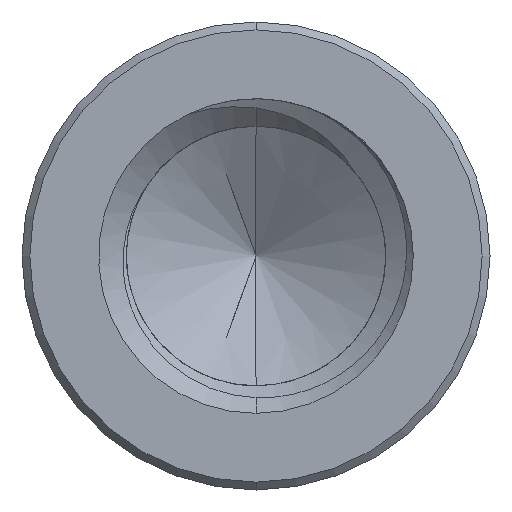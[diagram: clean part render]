
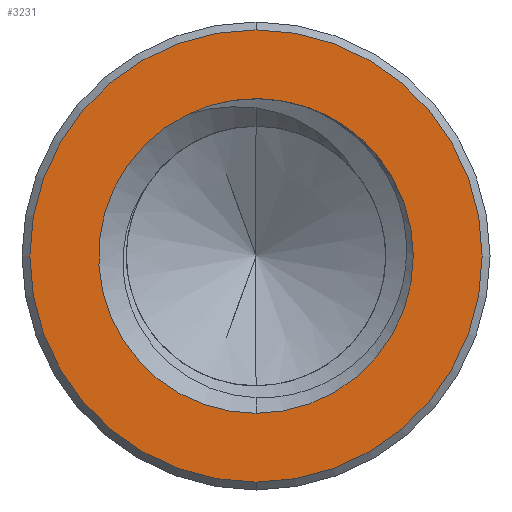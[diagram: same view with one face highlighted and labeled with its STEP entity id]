
A CAD part, front view. The second image highlights one B-rep face of the part: STEP entity #3231.
In plain terms, the highlighted planar face has unit normal (0, -1, 0).
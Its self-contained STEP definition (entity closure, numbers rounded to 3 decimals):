
#4 = DIRECTION ( 'NONE',  ( 0., 0., 1. ) ) ;
#463 = DIRECTION ( 'NONE',  ( 0., 1., 0. ) ) ;
#516 = DIRECTION ( 'NONE',  ( 0., -1., 0. ) ) ;
#538 = FACE_BOUND ( 'NONE', #3701, .T. ) ;
#905 = CARTESIAN_POINT ( 'NONE',  ( -0.874, -14., 1.799 ) ) ;
#1110 = CIRCLE ( 'NONE', #3185, 2. ) ;
#1334 = VERTEX_POINT ( 'NONE', #905 ) ;
#1455 = ORIENTED_EDGE ( 'NONE', *, *, #7053, .T. ) ;
#1595 = VERTEX_POINT ( 'NONE', #6655 ) ;
#1909 = DIRECTION ( 'NONE',  ( 0., 0., 1. ) ) ;
#2189 = EDGE_CURVE ( 'NONE', #5869, #3843, #8669, .T. ) ;
#2202 = DIRECTION ( 'NONE',  ( 0., 1., 0. ) ) ;
#3185 = AXIS2_PLACEMENT_3D ( 'NONE', #9205, #3636, #7092 ) ;
#3228 = FACE_OUTER_BOUND ( 'NONE', #5585, .T. ) ;
#3231 = ADVANCED_FACE ( 'NONE', ( #538, #3228 ), #4014, .F. ) ;
#3280 = ORIENTED_EDGE ( 'NONE', *, *, #8508, .T. ) ;
#3323 = DIRECTION ( 'NONE',  ( 0., 0., 1. ) ) ;
#3636 = DIRECTION ( 'NONE',  ( 0., 1., 0. ) ) ;
#3701 = EDGE_LOOP ( 'NONE', ( #4703, #1455, #3280 ) ) ;
#3755 = CARTESIAN_POINT ( 'NONE',  ( 0., -14., -2. ) ) ;
#3843 = VERTEX_POINT ( 'NONE', #4604 ) ;
#4014 = PLANE ( 'NONE',  #8436 ) ;
#4169 = CARTESIAN_POINT ( 'NONE',  ( 0., -14., 0. ) ) ;
#4217 = AXIS2_PLACEMENT_3D ( 'NONE', #4996, #2202, #4 ) ;
#4242 = AXIS2_PLACEMENT_3D ( 'NONE', #8308, #516, #4854 ) ;
#4604 = CARTESIAN_POINT ( 'NONE',  ( 0., -14., -2.875 ) ) ;
#4703 = ORIENTED_EDGE ( 'NONE', *, *, #5777, .T. ) ;
#4854 = DIRECTION ( 'NONE',  ( 0., 0., 1. ) ) ;
#4929 = DIRECTION ( 'NONE',  ( 0., 0., 1. ) ) ;
#4987 = CARTESIAN_POINT ( 'NONE',  ( 0., -14., 2.875 ) ) ;
#4996 = CARTESIAN_POINT ( 'NONE',  ( 0., -14., 0. ) ) ;
#5585 = EDGE_LOOP ( 'NONE', ( #8267, #7289 ) ) ;
#5777 = EDGE_CURVE ( 'NONE', #1595, #9153, #6615, .T. ) ;
#5869 = VERTEX_POINT ( 'NONE', #4987 ) ;
#6151 = AXIS2_PLACEMENT_3D ( 'NONE', #4169, #8442, #4929 ) ;
#6185 = CARTESIAN_POINT ( 'NONE',  ( 0., -14., 0. ) ) ;
#6609 = CIRCLE ( 'NONE', #4217, 2. ) ;
#6615 = CIRCLE ( 'NONE', #6151, 2. ) ;
#6655 = CARTESIAN_POINT ( 'NONE',  ( 0.675, -14., 1.883 ) ) ;
#7053 = EDGE_CURVE ( 'NONE', #9153, #1334, #6609, .T. ) ;
#7092 = DIRECTION ( 'NONE',  ( 0., 0., 1. ) ) ;
#7289 = ORIENTED_EDGE ( 'NONE', *, *, #7522, .T. ) ;
#7405 = AXIS2_PLACEMENT_3D ( 'NONE', #6185, #8982, #3323 ) ;
#7522 = EDGE_CURVE ( 'NONE', #3843, #5869, #8827, .T. ) ;
#8267 = ORIENTED_EDGE ( 'NONE', *, *, #2189, .T. ) ;
#8308 = CARTESIAN_POINT ( 'NONE',  ( 0., -14., 0. ) ) ;
#8315 = CARTESIAN_POINT ( 'NONE',  ( 0., -14., 0. ) ) ;
#8436 = AXIS2_PLACEMENT_3D ( 'NONE', #8315, #463, #1909 ) ;
#8442 = DIRECTION ( 'NONE',  ( 0., 1., 0. ) ) ;
#8508 = EDGE_CURVE ( 'NONE', #1334, #1595, #1110, .T. ) ;
#8669 = CIRCLE ( 'NONE', #4242, 2.875 ) ;
#8827 = CIRCLE ( 'NONE', #7405, 2.875 ) ;
#8982 = DIRECTION ( 'NONE',  ( 0., -1., 0. ) ) ;
#9153 = VERTEX_POINT ( 'NONE', #3755 ) ;
#9205 = CARTESIAN_POINT ( 'NONE',  ( 0., -14., 0. ) ) ;
